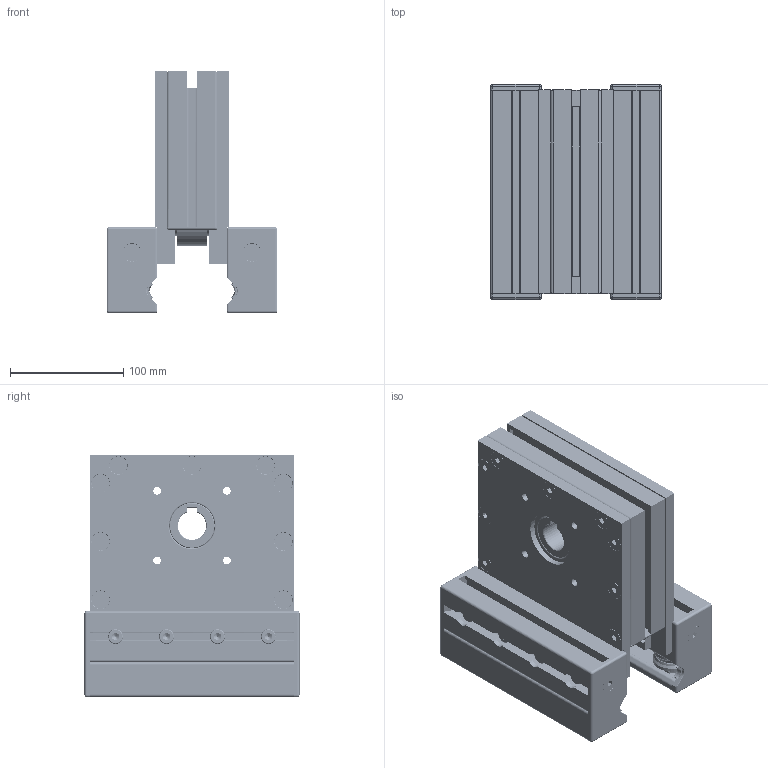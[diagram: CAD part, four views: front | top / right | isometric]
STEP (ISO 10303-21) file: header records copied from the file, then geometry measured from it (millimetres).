
FILE_DESCRIPTION((''),'2;1');
FILE_NAME('801945.stp','2010-09-05T12:39:29',('Jarda'),(''),'Autodesk Inventor 2010','Autodesk Inventor 2010','');
FILE_SCHEMA(('AUTOMOTIVE_DESIGN { 1 0 10303 214 1 1 1 1 }'));
Length unit declared in the file: millimetre
Products named in the file (23): 801945; DIN 7991 200820.4; Matice 45 210800; DIN 625 SKF– s oboustranným zakrytím SKF 6008-2Z; DIN 625 SKF– s oboustranným zakrytím SKF 6005-2Z; 16AT10-Ř 25CP; 16AT10-Ř KR; 801945V; 321309-LV; 801204 801204; 801205 801205; 801230-180; 801231 801231; 801232 801232; 221845_1 221845_1; DIN 912 - nahrazený DIN EN ISO 4762 M8 x 40; 104545-180-1V; 104545-180-2V; 801235 801235; 101803
Assembly tree (81 placements, depth 3):
  801945
    801945  x2
    DIN 7991 200820.4  x18
    Matice 45 210800  x18
    DIN 625 SKF– s oboustranným zakrytím SKF 6008-2Z  x2
    DIN 625 SKF– s oboustranným zakrytím SKF 6005-2Z  x4
    16AT10-Ř 25CP
      16AT10-Ř 25CP
      16AT10-Ř KR  x2
    801945V  x2
    321309-LV  x2
    801204 801204  x2
    801205 801205  x2
    801230-180  x2
    801231 801231  x2
    801232 801232  x2
    221845_1 221845_1  x2
    DIN 912 - nahrazený DIN EN ISO 4762 M8 x 40  x8
    104545-180-1V
    104545-180-2V
    801235 801235  x4
    101803  x2
    101803
Bounding box: 151 x 190.4 x 214 mm (x, y, z)
Volume: 1728654.9 mm3; surface area: 767274.1 mm2
Topology: 102 solids, 102 shells, 2910 faces, 7584 edges, 4556 vertices
Faces by surface type: plane 1397, cylinder 838, bspline 251, torus 176, cone 152, sphere 96
Full cylindrical faces by diameter (mm): 6.8 x8, 7.2 x10, 8 x36, 8.2 x4, 11.4 x4, 12 x4, 13 x10, 16 x22, 18 x8, 18.4 x8, 24 x8, 25 x8, 32 x4, 32.04 x8, 35 x8, 39.96 x8, 40 x4, 46 x2, 47 x8, 48.96 x4, 50 x2, 59.04 x4, 60 x2, 68 x2
Entity records: 47641 total; most frequent: CARTESIAN_POINT 14736, DIRECTION 6728, ORIENTED_EDGE 6388, EDGE_CURVE 3194, AXIS2_PLACEMENT_3D 2519, VERTEX_POINT 2094, VECTOR 1690, LINE 1690
